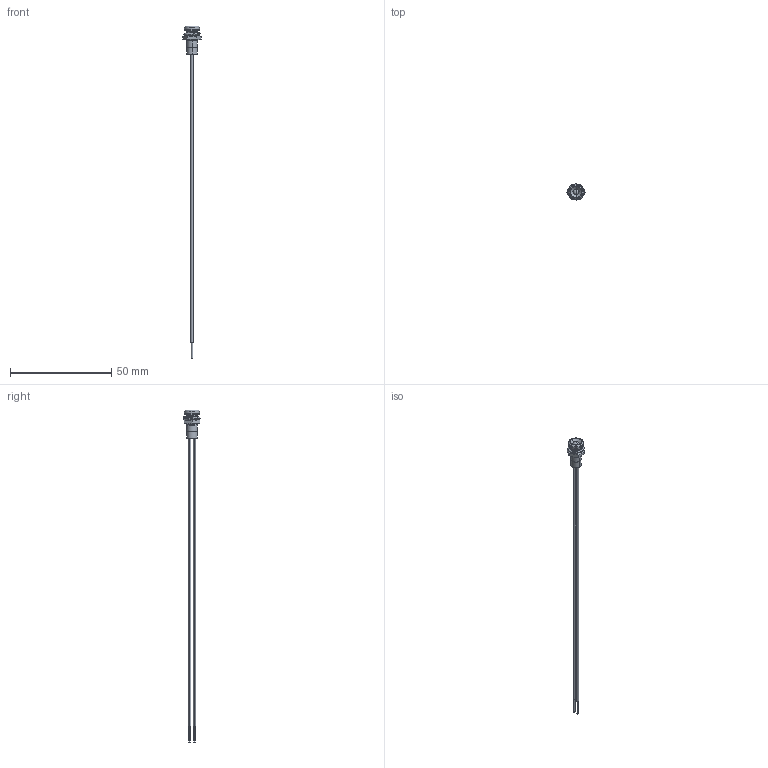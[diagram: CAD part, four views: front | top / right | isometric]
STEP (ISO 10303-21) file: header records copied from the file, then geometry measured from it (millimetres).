
FILE_DESCRIPTION((''),'2;1');
FILE_NAME('6063X151X0F_SW0001','2024-10-02T15:33:47',('ldichoso'),(''),'CREO PARAMETRIC BY PTC INC, 2021304','CREO PARAMETRIC BY PTC INC, 2021304','');
FILE_SCHEMA(('CONFIG_CONTROL_DESIGN'));
Length unit declared in the file: inch
Products named in the file (1): 6063X151X0F_SW0001
Bounding box: 9.09 x 7.98 x 164.12 mm (x, y, z)
Surface area: 1602.6 mm2 (no closed solid volume)
Topology: 0 solids, 5 shells, 74 faces, 177 edges, 111 vertices
Faces by surface type: cylinder 28, bspline 18, plane 16, cone 6, torus 4, sphere 2
Entity records: 4731 total; most frequent: CARTESIAN_POINT 3140, ORIENTED_EDGE 328, DIRECTION 282, EDGE_CURVE 175, AXIS2_PLACEMENT_3D 118, VERTEX_POINT 111, EDGE_LOOP 82, FACE_OUTER_BOUND 74
